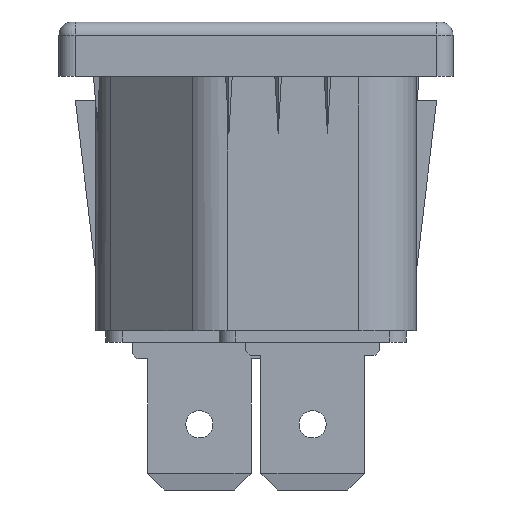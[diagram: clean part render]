
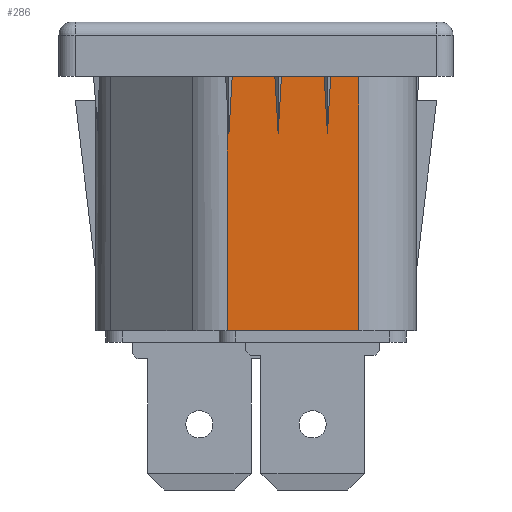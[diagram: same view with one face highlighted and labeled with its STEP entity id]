
A CAD part, left-side view. The second image highlights one B-rep face of the part: STEP entity #286.
In plain terms, the highlighted planar face has unit normal (-1, 0, 0).
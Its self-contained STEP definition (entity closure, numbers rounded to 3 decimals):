
#230 = VERTEX_POINT ( 'NONE', #3050 ) ;
#232 = VERTEX_POINT ( 'NONE', #3046 ) ;
#233 = EDGE_CURVE ( 'NONE', #232, #230, #2803, .T. ) ;
#247 = VERTEX_POINT ( 'NONE', #3073 ) ;
#271 = EDGE_CURVE ( 'NONE', #230, #272, #3166, .T. ) ;
#272 = VERTEX_POINT ( 'NONE', #3098 ) ;
#273 = EDGE_CURVE ( 'NONE', #283, #284, #3103, .T. ) ;
#275 = VERTEX_POINT ( 'NONE', #3112 ) ;
#278 = EDGE_LOOP ( 'NONE', ( #285, #287, #578, #577, #790, #785, #784, #791, #787, #585, #594, #586, #328, #792 ) ) ;
#283 = VERTEX_POINT ( 'NONE', #3123 ) ;
#284 = VERTEX_POINT ( 'NONE', #3157 ) ;
#285 = ORIENTED_EDGE ( 'NONE', *, *, #271, .T. ) ;
#286 = ADVANCED_FACE ( 'NONE', ( #3156 ), #3153, .F. ) ;
#287 = ORIENTED_EDGE ( 'NONE', *, *, #298, .T. ) ;
#296 = VERTEX_POINT ( 'NONE', #3137 ) ;
#298 = EDGE_CURVE ( 'NONE', #272, #283, #3136, .T. ) ;
#300 = EDGE_CURVE ( 'NONE', #284, #275, #3182, .T. ) ;
#328 = ORIENTED_EDGE ( 'NONE', *, *, #576, .T. ) ;
#405 = VERTEX_POINT ( 'NONE', #3360 ) ;
#575 = EDGE_CURVE ( 'NONE', #275, #1119, #3669, .T. ) ;
#576 = EDGE_CURVE ( 'NONE', #591, #232, #3656, .T. ) ;
#577 = ORIENTED_EDGE ( 'NONE', *, *, #300, .T. ) ;
#578 = ORIENTED_EDGE ( 'NONE', *, *, #273, .T. ) ;
#579 = EDGE_CURVE ( 'NONE', #3566, #296, #3676, .T. ) ;
#582 = EDGE_CURVE ( 'NONE', #247, #3592, #3649, .T. ) ;
#585 = ORIENTED_EDGE ( 'NONE', *, *, #3375, .F. ) ;
#586 = ORIENTED_EDGE ( 'NONE', *, *, #592, .F. ) ;
#591 = VERTEX_POINT ( 'NONE', #3700 ) ;
#592 = EDGE_CURVE ( 'NONE', #591, #296, #3703, .T. ) ;
#594 = ORIENTED_EDGE ( 'NONE', *, *, #579, .T. ) ;
#784 = ORIENTED_EDGE ( 'NONE', *, *, #789, .T. ) ;
#785 = ORIENTED_EDGE ( 'NONE', *, *, #1115, .T. ) ;
#787 = ORIENTED_EDGE ( 'NONE', *, *, #582, .T. ) ;
#788 = VERTEX_POINT ( 'NONE', #3997 ) ;
#789 = EDGE_CURVE ( 'NONE', #405, #788, #4051, .T. ) ;
#790 = ORIENTED_EDGE ( 'NONE', *, *, #575, .T. ) ;
#791 = ORIENTED_EDGE ( 'NONE', *, *, #793, .T. ) ;
#792 = ORIENTED_EDGE ( 'NONE', *, *, #233, .T. ) ;
#793 = EDGE_CURVE ( 'NONE', #788, #247, #3995, .T. ) ;
#1115 = EDGE_CURVE ( 'NONE', #1119, #405, #4501, .T. ) ;
#1119 = VERTEX_POINT ( 'NONE', #4543 ) ;
#2783 = DIRECTION ( 'NONE',  ( 0., 1., 0. ) ) ;
#2784 = VECTOR ( 'NONE', #2783, 1000. ) ;
#2802 = CARTESIAN_POINT ( 'NONE',  ( -13.5, 3., 0. ) ) ;
#2803 = LINE ( 'NONE', #2802, #2784 ) ;
#3046 = CARTESIAN_POINT ( 'NONE',  ( -13.5, -5.5, 0. ) ) ;
#3050 = CARTESIAN_POINT ( 'NONE',  ( -13.5, -4.55, 0. ) ) ;
#3073 = CARTESIAN_POINT ( 'NONE',  ( -13.5, 1.757, -1.621 ) ) ;
#3098 = CARTESIAN_POINT ( 'NONE',  ( -13.5, -4.35, -3.5 ) ) ;
#3103 = LINE ( 'NONE', #3162, #3158 ) ;
#3106 = AXIS2_PLACEMENT_3D ( 'NONE', #3160, #3149, #3148 ) ;
#3112 = CARTESIAN_POINT ( 'NONE',  ( -13.5, -1.35, -3.5 ) ) ;
#3123 = CARTESIAN_POINT ( 'NONE',  ( -13.5, -4.15, 0. ) ) ;
#3136 = LINE ( 'NONE', #3195, #3189 ) ;
#3137 = CARTESIAN_POINT ( 'NONE',  ( -13.5, -6.25, 1.3 ) ) ;
#3148 = DIRECTION ( 'NONE',  ( 0., 0., -1. ) ) ;
#3149 = DIRECTION ( 'NONE',  ( 1., 0., 0. ) ) ;
#3153 = PLANE ( 'NONE',  #3106 ) ;
#3156 = FACE_OUTER_BOUND ( 'NONE', #278, .T. ) ;
#3157 = CARTESIAN_POINT ( 'NONE',  ( -13.5, -1.55, 0. ) ) ;
#3158 = VECTOR ( 'NONE', #3161, 1000. ) ;
#3160 = CARTESIAN_POINT ( 'NONE',  ( -13.5, 3., -15.5 ) ) ;
#3161 = DIRECTION ( 'NONE',  ( 0., 1., 0. ) ) ;
#3162 = CARTESIAN_POINT ( 'NONE',  ( -13.5, 3., 0. ) ) ;
#3163 = DIRECTION ( 'NONE',  ( 0., 0.057, -0.998 ) ) ;
#3164 = VECTOR ( 'NONE', #3163, 1000. ) ;
#3165 = CARTESIAN_POINT ( 'NONE',  ( -13.5, -4.45, -1.75 ) ) ;
#3166 = LINE ( 'NONE', #3165, #3164 ) ;
#3179 = DIRECTION ( 'NONE',  ( 0., 0.057, -0.998 ) ) ;
#3180 = VECTOR ( 'NONE', #3179, 1000. ) ;
#3181 = CARTESIAN_POINT ( 'NONE',  ( -13.5, -1.45, -1.75 ) ) ;
#3182 = LINE ( 'NONE', #3181, #3180 ) ;
#3188 = DIRECTION ( 'NONE',  ( 0., 0.057, 0.998 ) ) ;
#3189 = VECTOR ( 'NONE', #3188, 1000. ) ;
#3195 = CARTESIAN_POINT ( 'NONE',  ( -13.5, -5.01, -15.042 ) ) ;
#3360 = CARTESIAN_POINT ( 'NONE',  ( -13.5, 1.45, 0. ) ) ;
#3375 = EDGE_CURVE ( 'NONE', #3566, #3592, #6989, .T. ) ;
#3566 = VERTEX_POINT ( 'NONE', #6969 ) ;
#3592 = VERTEX_POINT ( 'NONE', #6968 ) ;
#3649 = LINE ( 'NONE', #3714, #3713 ) ;
#3652 = CARTESIAN_POINT ( 'NONE',  ( -13.5, -6.25, -15.5 ) ) ;
#3653 = DIRECTION ( 'NONE',  ( 0., 0., -1. ) ) ;
#3654 = VECTOR ( 'NONE', #3653, 1000. ) ;
#3655 = CARTESIAN_POINT ( 'NONE',  ( -13.5, -5.5, 1.3 ) ) ;
#3656 = LINE ( 'NONE', #3655, #3654 ) ;
#3658 = DIRECTION ( 'NONE',  ( 0., 0.057, 0.998 ) ) ;
#3659 = VECTOR ( 'NONE', #3658, 1000. ) ;
#3660 = DIRECTION ( 'NONE',  ( 0., 0., 1. ) ) ;
#3661 = VECTOR ( 'NONE', #3660, 1000. ) ;
#3668 = CARTESIAN_POINT ( 'NONE',  ( -13.5, -2.019, -15.213 ) ) ;
#3669 = LINE ( 'NONE', #3668, #3659 ) ;
#3676 = LINE ( 'NONE', #3652, #3661 ) ;
#3694 = DIRECTION ( 'NONE',  ( 0., -1., 0. ) ) ;
#3700 = CARTESIAN_POINT ( 'NONE',  ( -13.5, -5.5, 1.3 ) ) ;
#3703 = LINE ( 'NONE', #3706, #3707 ) ;
#3706 = CARTESIAN_POINT ( 'NONE',  ( -13.5, -6.25, 1.3 ) ) ;
#3707 = VECTOR ( 'NONE', #3694, 1000. ) ;
#3712 = DIRECTION ( 'NONE',  ( 0., 0., -1. ) ) ;
#3713 = VECTOR ( 'NONE', #3712, 1000. ) ;
#3714 = CARTESIAN_POINT ( 'NONE',  ( -13.5, 1.757, -15.5 ) ) ;
#3994 = CARTESIAN_POINT ( 'NONE',  ( -13.5, 0.971, -15.384 ) ) ;
#3995 = LINE ( 'NONE', #3994, #4046 ) ;
#3997 = CARTESIAN_POINT ( 'NONE',  ( -13.5, 1.65, -3.5 ) ) ;
#4045 = DIRECTION ( 'NONE',  ( 0., 0.057, 0.998 ) ) ;
#4046 = VECTOR ( 'NONE', #4045, 1000. ) ;
#4048 = DIRECTION ( 'NONE',  ( 0., 0.057, -0.998 ) ) ;
#4049 = VECTOR ( 'NONE', #4048, 1000. ) ;
#4050 = CARTESIAN_POINT ( 'NONE',  ( -13.5, 1.55, -1.75 ) ) ;
#4051 = LINE ( 'NONE', #4050, #4049 ) ;
#4501 = LINE ( 'NONE', #4548, #4547 ) ;
#4543 = CARTESIAN_POINT ( 'NONE',  ( -13.5, -1.15, 0. ) ) ;
#4546 = DIRECTION ( 'NONE',  ( 0., 1., 0. ) ) ;
#4547 = VECTOR ( 'NONE', #4546, 1000. ) ;
#4548 = CARTESIAN_POINT ( 'NONE',  ( -13.5, 3., 0. ) ) ;
#6968 = CARTESIAN_POINT ( 'NONE',  ( -13.5, 1.757, -15.5 ) ) ;
#6969 = CARTESIAN_POINT ( 'NONE',  ( -13.5, -6.25, -15.5 ) ) ;
#6980 = DIRECTION ( 'NONE',  ( 0., 1., 0. ) ) ;
#6981 = VECTOR ( 'NONE', #6980, 1000. ) ;
#6988 = CARTESIAN_POINT ( 'NONE',  ( -13.5, 3., -15.5 ) ) ;
#6989 = LINE ( 'NONE', #6988, #6981 ) ;
